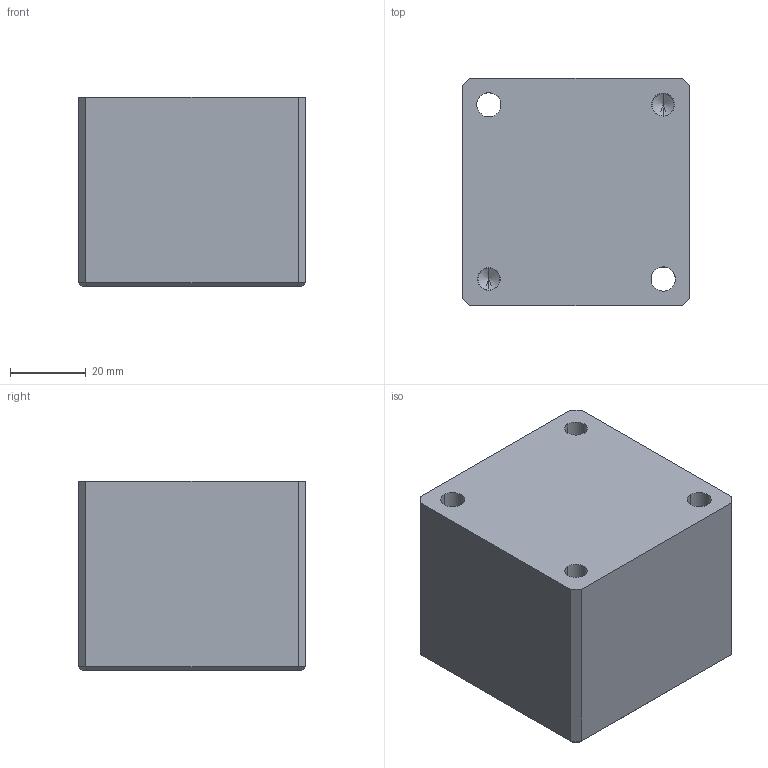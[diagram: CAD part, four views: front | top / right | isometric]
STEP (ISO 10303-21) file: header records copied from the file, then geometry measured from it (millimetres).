
FILE_DESCRIPTION(('Creo Elements/Direct Modeling STEP Export'),'2;1');
FILE_NAME('VP22204-a.stp','2023-05-26T 7:43:33',(''),(''),'PTC Creo Elements/Direct Modeling STEP processor for AP214 (Solid Model)','PTC Creo Elements/Direct Modeling 19.0E 27-Jun-2016 (C) Parametric Technology GmbH','');
FILE_SCHEMA(('AUTOMOTIVE_DESIGN { 1 0 10303 214 1 1 1 1 }'));
Length unit declared in the file: millimetre
Products named in the file (6): Prüfglocke_Fertigung2; Prüfglocke_Fertigung1; 3568_Blindstopfen_B-1_8; 2_Handlagerteile; Dichtring_781160; VP22204
Assembly tree (5 placements, depth 3):
  VP22204
    Dichtring_781160
    2_Handlagerteile
      3568_Blindstopfen_B-1_8
    Prüfglocke_Fertigung1
    Prüfglocke_Fertigung2
Bounding box: 60 x 60 x 50 mm (x, y, z)
Surface area: 50740.3 mm2
Topology: 4 solids, 4 shells, 237 faces, 529 edges, 303 vertices
Faces by surface type: cylinder 88, cone 62, plane 61, torus 26
Entity records: 6422 total; most frequent: CARTESIAN_POINT 1313, ORIENTED_EDGE 1018, DIRECTION 994, EDGE_CURVE 509, AXIS2_PLACEMENT_3D 376, VERTEX_POINT 303, EDGE_LOOP 278, VECTOR 242
